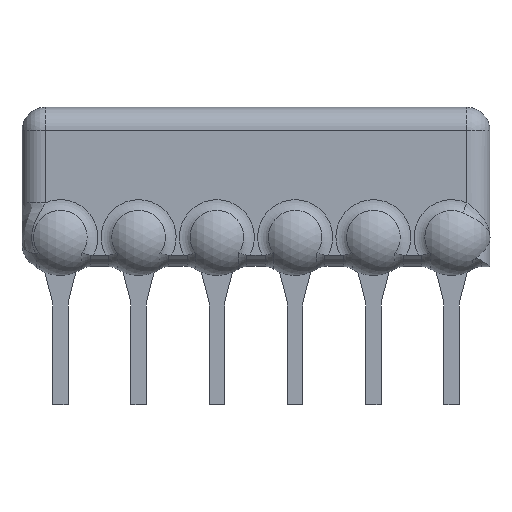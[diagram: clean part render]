
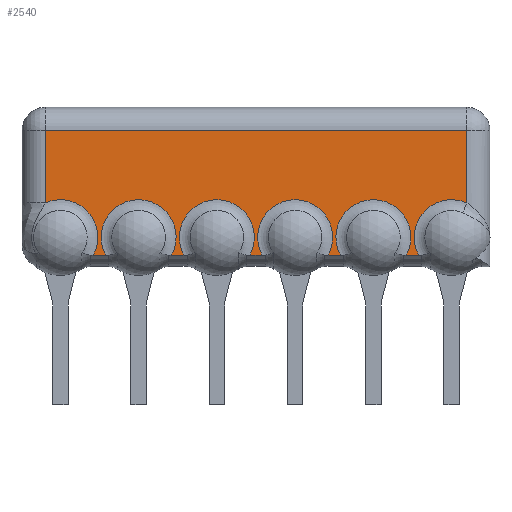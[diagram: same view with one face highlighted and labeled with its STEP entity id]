
A CAD part, left-side view. The second image highlights one B-rep face of the part: STEP entity #2540.
In plain terms, the highlighted planar face has unit normal (-1, 0, 0).
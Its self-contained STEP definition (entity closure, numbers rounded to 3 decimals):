
#178=CARTESIAN_POINT('',(-0.75,0.75,
1.112));
#392=CARTESIAN_POINT('',(-0.75,13.945,0.));
#393=DIRECTION('',(1.,0.,0.));
#394=DIRECTION('',(0.,0.407,0.914));
#395=AXIS2_PLACEMENT_3D('',#392,#393,#394);
#631=DIRECTION('',(0.,0.,-1.));
#632=VECTOR('',#631,2.353);
#633=CARTESIAN_POINT('',(-0.75,14.44,3.465));
#634=LINE('',#633,#632);
#635=DIRECTION('',(0.,0.,-1.));
#636=VECTOR('',#635,2.353);
#637=CARTESIAN_POINT('',(-0.75,0.75,3.465));
#638=LINE('',#637,#636);
#639=CARTESIAN_POINT('',(-0.75,1.245,0.));
#640=DIRECTION('',(1.,0.,0.));
#641=DIRECTION('',(0.,0.875,-0.484));
#642=AXIS2_PLACEMENT_3D('',#639,#640,#641);
#644=DIRECTION('',(0.,1.,0.));
#645=VECTOR('',#644,0.409);
#646=CARTESIAN_POINT('',(-0.75,2.311,-0.589));
#647=LINE('',#646,#645);
#648=DIRECTION('',(0.,1.,0.));
#649=VECTOR('',#648,0.409);
#650=CARTESIAN_POINT('',(-0.75,4.851,-0.589));
#651=LINE('',#650,#649);
#652=DIRECTION('',(0.,1.,0.));
#653=VECTOR('',#652,0.409);
#654=CARTESIAN_POINT('',(-0.75,7.391,-0.589));
#655=LINE('',#654,#653);
#656=DIRECTION('',(0.,1.,0.));
#657=VECTOR('',#656,0.409);
#658=CARTESIAN_POINT('',(-0.75,9.931,-0.589));
#659=LINE('',#658,#657);
#660=DIRECTION('',(0.,1.,0.));
#661=VECTOR('',#660,0.409);
#662=CARTESIAN_POINT('',(-0.75,12.471,-0.589));
#663=LINE('',#662,#661);
#674=DIRECTION('',(0.,1.,0.));
#675=VECTOR('',#674,13.69);
#676=CARTESIAN_POINT('',(-0.75,0.75,3.465));
#677=LINE('',#676,#675);
#707=CARTESIAN_POINT('',(-0.75,3.785,0.));
#708=DIRECTION('',(1.,0.,0.));
#709=DIRECTION('',(0.,0.875,-0.484));
#710=AXIS2_PLACEMENT_3D('',#707,#708,#709);
#863=CARTESIAN_POINT('',(-0.75,6.325,0.));
#864=DIRECTION('',(1.,0.,0.));
#865=DIRECTION('',(0.,0.875,-0.484));
#866=AXIS2_PLACEMENT_3D('',#863,#864,#865);
#1029=CARTESIAN_POINT('',(-0.75,8.865,0.));
#1030=DIRECTION('',(1.,0.,0.));
#1031=DIRECTION('',(0.,0.875,-0.484));
#1032=AXIS2_PLACEMENT_3D('',#1029,#1030,#1031);
#1190=CARTESIAN_POINT('',(-0.75,11.405,0.));
#1191=DIRECTION('',(1.,0.,0.));
#1192=DIRECTION('',(0.,0.875,-0.484));
#1193=AXIS2_PLACEMENT_3D('',#1190,#1191,#1192);
#1384=CARTESIAN_POINT('',(-0.75,0.75,3.465));
#1386=VERTEX_POINT('',#1384);
#1389=VERTEX_POINT('',#178);
#1392=CARTESIAN_POINT('',(-0.75,2.311,-0.589));
#1393=VERTEX_POINT('',#1392);
#1411=CARTESIAN_POINT('',(-0.75,4.851,-0.589));
#1412=CARTESIAN_POINT('',(-0.75,5.259,-0.589));
#1413=VERTEX_POINT('',#1411);
#1414=VERTEX_POINT('',#1412);
#1419=CARTESIAN_POINT('',(-0.75,2.719,-0.589));
#1420=VERTEX_POINT('',#1419);
#1431=CARTESIAN_POINT('',(-0.75,7.391,-0.589));
#1432=CARTESIAN_POINT('',(-0.75,7.799,-0.589));
#1433=VERTEX_POINT('',#1431);
#1434=VERTEX_POINT('',#1432);
#1435=CARTESIAN_POINT('',(-0.75,9.931,-0.589));
#1436=CARTESIAN_POINT('',(-0.75,10.339,-0.589));
#1437=VERTEX_POINT('',#1435);
#1438=VERTEX_POINT('',#1436);
#1439=CARTESIAN_POINT('',(-0.75,12.471,-0.589));
#1440=CARTESIAN_POINT('',(-0.75,12.879,-0.589));
#1441=VERTEX_POINT('',#1439);
#1442=VERTEX_POINT('',#1440);
#1631=CARTESIAN_POINT('',(-0.75,14.44,3.465));
#1632=CARTESIAN_POINT('',(-0.75,14.44,1.112));
#1633=VERTEX_POINT('',#1631);
#1634=VERTEX_POINT('',#1632);
#2513=CARTESIAN_POINT('',(-0.75,0.,-0.589));
#2514=DIRECTION('',(-1.,0.,0.));
#2515=DIRECTION('',(0.,0.,1.));
#2516=AXIS2_PLACEMENT_3D('',#2513,#2514,#2515);
#2517=PLANE('',#2516);
#2518=ORIENTED_EDGE('',*,*,#2080,.F.);
#2520=ORIENTED_EDGE('',*,*,#2519,.F.);
#2521=ORIENTED_EDGE('',*,*,#1843,.T.);
#2523=ORIENTED_EDGE('',*,*,#2522,.F.);
#2524=ORIENTED_EDGE('',*,*,#1735,.T.);
#2526=ORIENTED_EDGE('',*,*,#2525,.F.);
#2527=ORIENTED_EDGE('',*,*,#1719,.T.);
#2529=ORIENTED_EDGE('',*,*,#2528,.F.);
#2530=ORIENTED_EDGE('',*,*,#1810,.T.);
#2532=ORIENTED_EDGE('',*,*,#2531,.F.);
#2533=ORIENTED_EDGE('',*,*,#1778,.T.);
#2535=ORIENTED_EDGE('',*,*,#2534,.F.);
#2536=ORIENTED_EDGE('',*,*,#1755,.T.);
#2537=ORIENTED_EDGE('',*,*,#2180,.F.);
#2538=EDGE_LOOP('',(#2518,#2520,#2521,#2523,#2524,#2526,#2527,#2529,#2530,#2532,
#2533,#2535,#2536,#2537));
#2539=FACE_OUTER_BOUND('',#2538,.F.);
#396=CIRCLE('',#395,1.218);
#643=CIRCLE('',#642,1.218);
#711=CIRCLE('',#710,1.218);
#867=CIRCLE('',#866,1.218);
#1033=CIRCLE('',#1032,1.218);
#1194=CIRCLE('',#1193,1.218);
#1719=EDGE_CURVE('',#1413,#1414,#651,.T.);
#1735=EDGE_CURVE('',#1393,#1420,#647,.T.);
#1755=EDGE_CURVE('',#1441,#1442,#663,.T.);
#1778=EDGE_CURVE('',#1437,#1438,#659,.T.);
#1810=EDGE_CURVE('',#1433,#1434,#655,.T.);
#1843=EDGE_CURVE('',#1386,#1389,#638,.T.);
#2080=EDGE_CURVE('',#1633,#1634,#634,.T.);
#2180=EDGE_CURVE('',#1634,#1442,#396,.T.);
#2519=EDGE_CURVE('',#1386,#1633,#677,.T.);
#2522=EDGE_CURVE('',#1393,#1389,#643,.T.);
#2525=EDGE_CURVE('',#1413,#1420,#711,.T.);
#2528=EDGE_CURVE('',#1433,#1414,#867,.T.);
#2531=EDGE_CURVE('',#1437,#1434,#1033,.T.);
#2534=EDGE_CURVE('',#1441,#1438,#1194,.T.);
#2540=ADVANCED_FACE('',(#2539),#2517,.T.);
